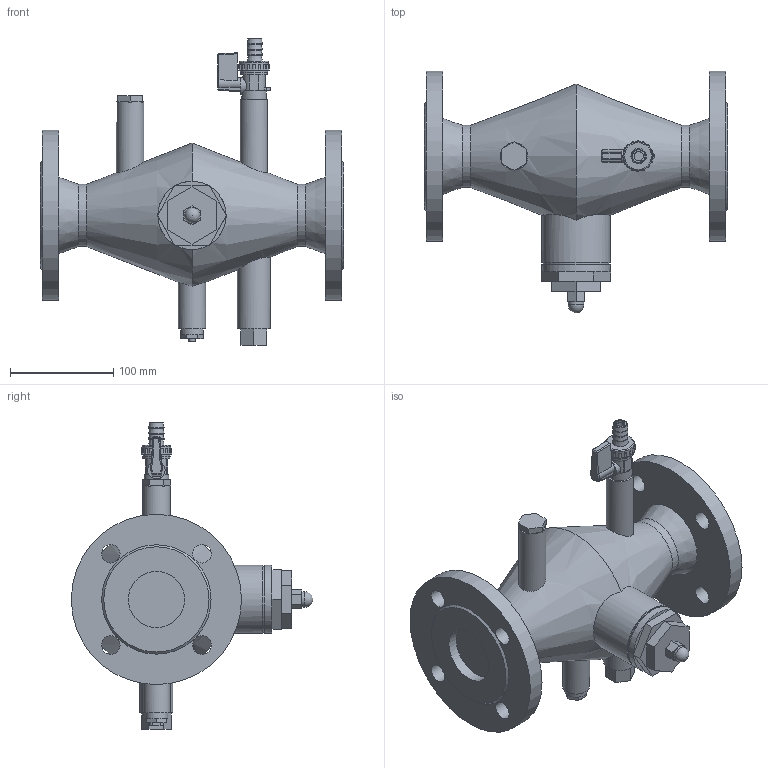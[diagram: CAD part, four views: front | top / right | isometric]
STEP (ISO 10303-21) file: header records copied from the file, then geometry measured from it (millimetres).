
FILE_DESCRIPTION(/* description */ (''),/* implementation_level */ '2;1');
FILE_NAME(/* name */ '3d_ExdirtMagnetoDN50-8256300.stp',/* time_stamp */ '2022-12-29T13:19:10+01:00',/* author */ ('Andrzej'),/* organization */ (''),/* preprocessor_version */ 'ST-DEVELOPER v16.13',/* originating_system */ 'AutoCAD Mechanical',/* authorisation */ '');
FILE_SCHEMA (('AUTOMOTIVE_DESIGN { 1 0 10303 214 3 1 1 }'));
Length unit declared in the file: millimetre
Products named in the file (1): Product
Bounding box: 294 x 234 x 297.41 mm (x, y, z)
Volume: 2918546.6 mm3; surface area: 228968.1 mm2
Topology: 2 solids, 2 shells, 228 faces, 556 edges, 356 vertices
Faces by surface type: plane 139, cylinder 66, cone 10, torus 8, sphere 5
Full cylindrical faces by diameter (mm): 2 x1, 4 x1, 9 x1, 10 x1, 15 x1, 16.75 x1, 18 x8, 22 x1, 24 x1, 26.1 x1, 26.4 x4, 28 x1, 32 x1, 54.5 x2, 60.3 x2, 63.9 x1, 66 x2, 165 x2
Entity records: 6977 total; most frequent: CARTESIAN_POINT 1714, DIRECTION 1151, ORIENTED_EDGE 972, EDGE_CURVE 486, AXIS2_PLACEMENT_3D 449, VERTEX_POINT 337, EDGE_LOOP 323, LINE 253
